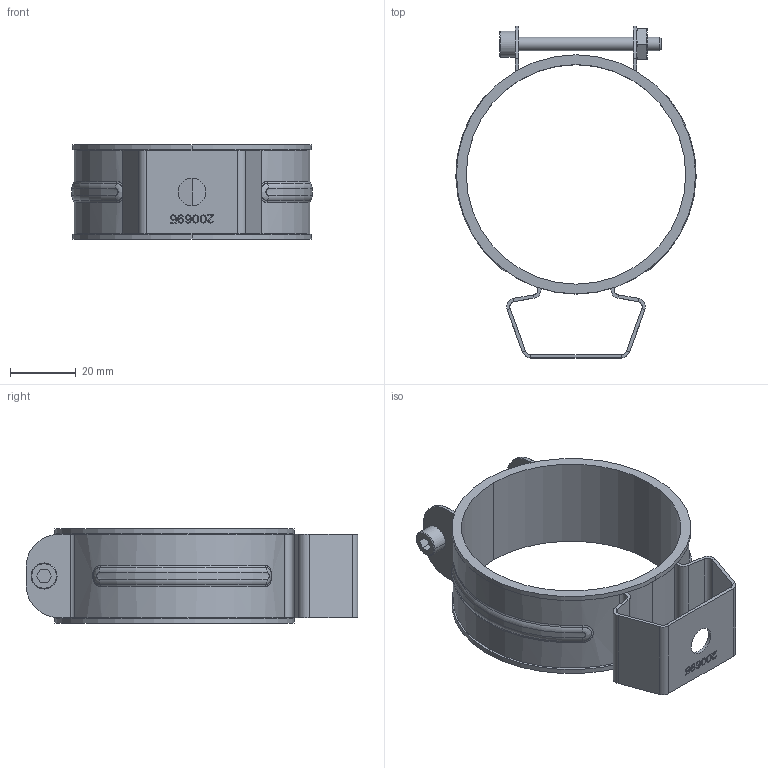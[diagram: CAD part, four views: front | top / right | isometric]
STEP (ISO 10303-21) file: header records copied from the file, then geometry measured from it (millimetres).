
FILE_DESCRIPTION((''),'2;1');
FILE_NAME('215260_ASM','2020-09-28T08:54:05',('PDMAdmin'),('BANNER ENGINEERING'),'CREO PARAMETRIC BY PTC INC, 2019292','CREO PARAMETRIC BY PTC INC, 2019292','');
FILE_SCHEMA(('CONFIG_CONTROL_DESIGN'));
Length unit declared in the file: millimetre
Products named in the file (5): 214200; SHCS_10-32X1_3_4; 10022; 214201; 215260_ASM
Assembly tree (4 placements, depth 2):
  215260_ASM
    214200
    SHCS_10-32X1_3_4
    10022
    214201
Bounding box: 73.39 x 101.31 x 28.8 mm (x, y, z)
Volume: 18250.3 mm3; surface area: 30113.3 mm2
Topology: 4 solids, 4 shells, 454 faces, 1188 edges, 760 vertices
Faces by surface type: plane 358, cylinder 48, bspline 16, torus 16, cone 16
Entity records: 14723 total; most frequent: CARTESIAN_POINT 3441, ORIENTED_EDGE 2376, DIRECTION 2194, EDGE_CURVE 1188, VECTOR 980, LINE 980, VERTEX_POINT 760, AXIS2_PLACEMENT_3D 607
